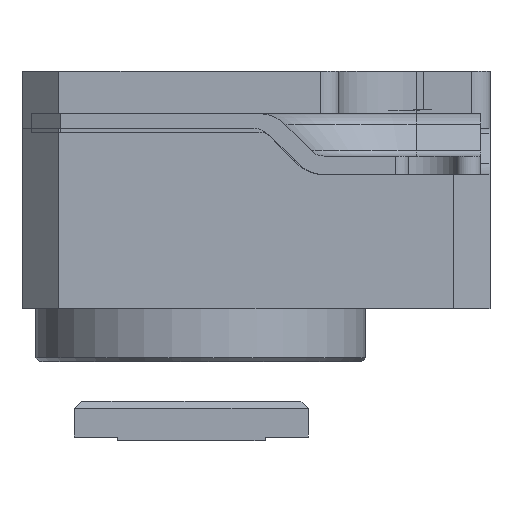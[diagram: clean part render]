
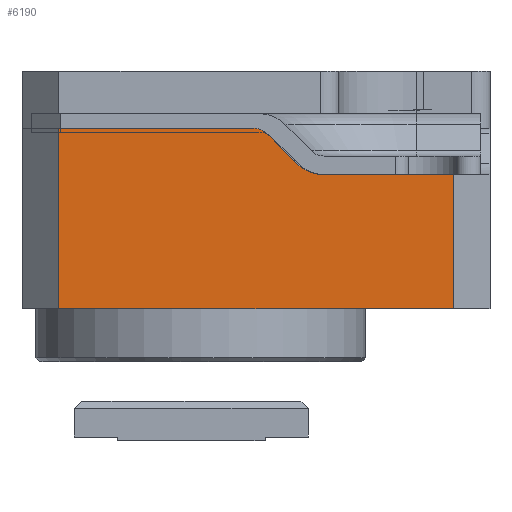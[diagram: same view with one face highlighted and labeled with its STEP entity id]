
A CAD part, front view. The second image highlights one B-rep face of the part: STEP entity #6190.
In plain terms, the highlighted planar face has unit normal (0, -1, 0).
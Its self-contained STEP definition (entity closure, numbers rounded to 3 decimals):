
#557=CIRCLE('',#43529,1.);
#558=CIRCLE('',#43530,0.5);
#6190=ADVANCED_FACE('',(#10028),#8288,.T.);
#8288=PLANE('',#43531);
#10028=FACE_OUTER_BOUND('',#12089,.T.);
#12089=EDGE_LOOP('',(#14658,#14659,#14660,#14661,#14662,#14663,#14664,#14665));
#14658=ORIENTED_EDGE('',*,*,#29929,.T.);
#14659=ORIENTED_EDGE('',*,*,#29944,.T.);
#14660=ORIENTED_EDGE('',*,*,#29945,.T.);
#14661=ORIENTED_EDGE('',*,*,#29946,.T.);
#14662=ORIENTED_EDGE('',*,*,#29947,.F.);
#14663=ORIENTED_EDGE('',*,*,#29948,.T.);
#14664=ORIENTED_EDGE('',*,*,#29949,.T.);
#14665=ORIENTED_EDGE('',*,*,#29950,.T.);
#26077=VERTEX_POINT('',#56122);
#26078=VERTEX_POINT('',#56124);
#26091=VERTEX_POINT('',#56154);
#26092=VERTEX_POINT('',#56156);
#26093=VERTEX_POINT('',#56158);
#26094=VERTEX_POINT('',#56160);
#26095=VERTEX_POINT('',#56162);
#26096=VERTEX_POINT('',#56164);
#29929=EDGE_CURVE('',#26078,#26077,#35547,.T.);
#29944=EDGE_CURVE('',#26077,#26091,#35558,.T.);
#29945=EDGE_CURVE('',#26091,#26092,#35559,.T.);
#29946=EDGE_CURVE('',#26092,#26093,#35560,.T.);
#29947=EDGE_CURVE('',#26094,#26093,#35561,.T.);
#29948=EDGE_CURVE('',#26094,#26095,#557,.T.);
#29949=EDGE_CURVE('',#26095,#26096,#35562,.T.);
#29950=EDGE_CURVE('',#26096,#26078,#558,.T.);
#35547=LINE('',#56123,#39500);
#35558=LINE('',#56153,#39511);
#35559=LINE('',#56155,#39512);
#35560=LINE('',#56157,#39513);
#35561=LINE('',#56159,#39514);
#35562=LINE('',#56163,#39515);
#39500=VECTOR('',#46287,1.);
#39511=VECTOR('',#46310,1.);
#39512=VECTOR('',#46311,1.);
#39513=VECTOR('',#46312,1.);
#39514=VECTOR('',#46313,1.);
#39515=VECTOR('',#46316,1.);
#43529=AXIS2_PLACEMENT_3D('',#56161,#46314,#46315);
#43530=AXIS2_PLACEMENT_3D('',#56165,#46317,#46318);
#43531=AXIS2_PLACEMENT_3D('',#56166,#46319,#46320);
#46287=DIRECTION('',(-1.,0.,0.));
#46310=DIRECTION('',(0.,0.,-1.));
#46311=DIRECTION('',(1.,0.,0.));
#46312=DIRECTION('',(0.,0.,1.));
#46313=DIRECTION('',(1.,0.,0.));
#46314=DIRECTION('',(0.,1.,0.));
#46315=DIRECTION('',(0.,0.,-1.));
#46316=DIRECTION('',(-0.707,0.,0.707));
#46317=DIRECTION('',(0.,-1.,0.));
#46318=DIRECTION('',(0.,0.,-1.));
#46319=DIRECTION('',(0.,-1.,0.));
#46320=DIRECTION('',(0.,0.,-1.));
#56122=CARTESIAN_POINT('',(1.,0.,4.9));
#56123=CARTESIAN_POINT('',(6.35,0.,4.9));
#56124=CARTESIAN_POINT('',(6.293,0.,4.9));
#56153=CARTESIAN_POINT('',(1.,0.,0.));
#56154=CARTESIAN_POINT('',(1.,0.,0.));
#56155=CARTESIAN_POINT('',(6.35,0.,0.));
#56156=CARTESIAN_POINT('',(11.7,0.,0.));
#56157=CARTESIAN_POINT('',(11.7,0.,0.));
#56158=CARTESIAN_POINT('',(11.7,0.,3.65));
#56159=CARTESIAN_POINT('',(7.75,0.,3.65));
#56160=CARTESIAN_POINT('',(8.164,0.,3.65));
#56161=CARTESIAN_POINT('',(8.164,0.,4.65));
#56162=CARTESIAN_POINT('',(7.457,0.,3.943));
#56163=CARTESIAN_POINT('',(8.875,0.,2.525));
#56164=CARTESIAN_POINT('',(6.646,0.,4.754));
#56165=CARTESIAN_POINT('',(6.293,0.,4.4));
#56166=CARTESIAN_POINT('',(6.35,0.,0.));
